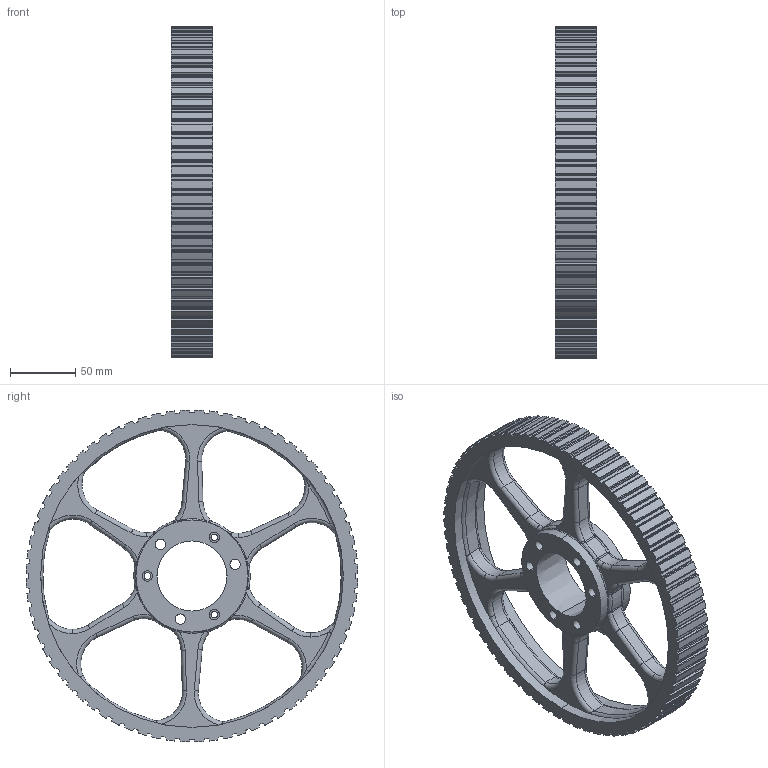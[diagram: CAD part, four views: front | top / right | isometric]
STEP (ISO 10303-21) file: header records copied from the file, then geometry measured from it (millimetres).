
FILE_DESCRIPTION (( 'STEP AP214' ), '1' );
FILE_NAME ('SQD84L100AF-SD.step', '2015-04-14T20:54:11', ( '' ), ( '' ), 'SwSTEP 2.0', 'SolidWorks 2014', '' );
FILE_SCHEMA (( 'AUTOMOTIVE_DESIGN' ));
Length unit declared in the file: inch
Products named in the file (1): SQD84L100AF-SD
Bounding box: 31.75 x 253.94 x 253.94 mm (x, y, z)
Volume: 496630 mm3; surface area: 117494.9 mm2
Topology: 1 solids, 1 shells, 1004 faces, 2820 edges, 1811 vertices
Faces by surface type: cylinder 509, plane 247, bspline 185, torus 61, cone 2
Entity records: 38653 total; most frequent: CARTESIAN_POINT 13055, ORIENTED_EDGE 5640, DIRECTION 5325, EDGE_CURVE 2820, AXIS2_PLACEMENT_3D 2062, VERTEX_POINT 1811, CIRCLE 1242, LINE 1201
